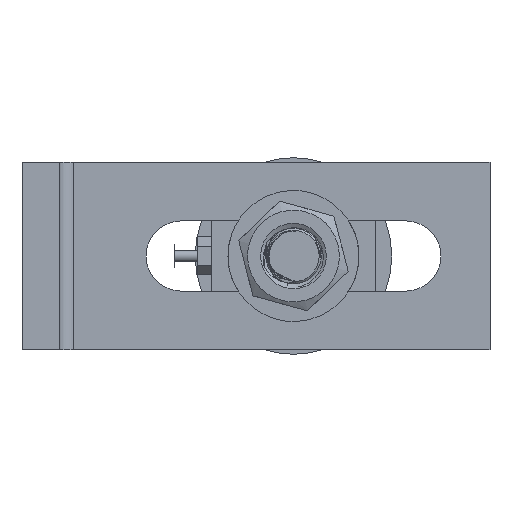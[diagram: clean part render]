
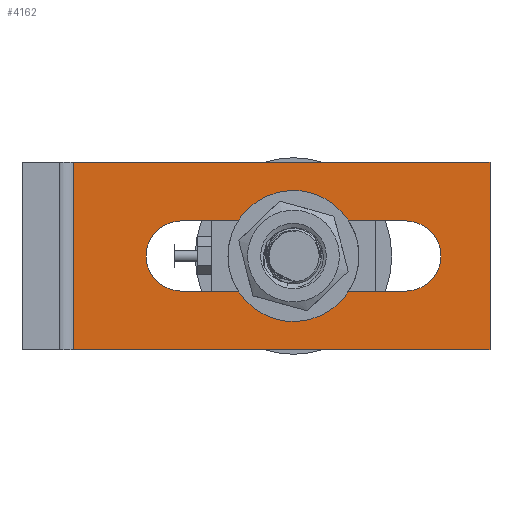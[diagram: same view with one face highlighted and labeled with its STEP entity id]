
A CAD part, front view. The second image highlights one B-rep face of the part: STEP entity #4162.
In plain terms, the highlighted planar face has unit normal (0, -1, 0).
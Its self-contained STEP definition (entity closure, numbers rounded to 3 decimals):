
#387=FACE_BOUND('',#930,.T.);
#471=PLANE('',#4898);
#665=FACE_OUTER_BOUND('',#929,.T.);
#929=EDGE_LOOP('',(#3496,#3497,#3498,#3499));
#930=EDGE_LOOP('',(#3500,#3501,#3502,#3503));
#1214=LINE('',#21412,#1516);
#1218=LINE('',#21424,#1520);
#1225=LINE('',#21444,#1527);
#1233=LINE('',#21463,#1535);
#1234=LINE('',#21466,#1536);
#1235=LINE('',#21467,#1537);
#1516=VECTOR('',#5694,10.);
#1520=VECTOR('',#5706,10.);
#1527=VECTOR('',#5723,10.);
#1535=VECTOR('',#5743,10.);
#1536=VECTOR('',#5746,10.);
#1537=VECTOR('',#5747,10.);
#1710=CIRCLE('',#4885,7.5);
#1712=CIRCLE('',#4889,7.5);
#1992=VERTEX_POINT('',#21409);
#1993=VERTEX_POINT('',#21411);
#1995=VERTEX_POINT('',#21417);
#1997=VERTEX_POINT('',#21423);
#2004=VERTEX_POINT('',#21441);
#2005=VERTEX_POINT('',#21443);
#2010=VERTEX_POINT('',#21461);
#2011=VERTEX_POINT('',#21465);
#2506=EDGE_CURVE('',#1993,#1992,#1214,.T.);
#2509=EDGE_CURVE('',#1995,#1993,#1710,.T.);
#2512=EDGE_CURVE('',#1997,#1995,#1218,.T.);
#2515=EDGE_CURVE('',#1992,#1997,#1712,.T.);
#2522=EDGE_CURVE('',#2005,#2004,#1225,.T.);
#2532=EDGE_CURVE('',#2004,#2010,#1233,.T.);
#2533=EDGE_CURVE('',#2010,#2011,#1234,.T.);
#2534=EDGE_CURVE('',#2005,#2011,#1235,.T.);
#3496=ORIENTED_EDGE('',*,*,#2533,.T.);
#3497=ORIENTED_EDGE('',*,*,#2534,.F.);
#3498=ORIENTED_EDGE('',*,*,#2522,.T.);
#3499=ORIENTED_EDGE('',*,*,#2532,.T.);
#3500=ORIENTED_EDGE('',*,*,#2512,.T.);
#3501=ORIENTED_EDGE('',*,*,#2509,.T.);
#3502=ORIENTED_EDGE('',*,*,#2506,.T.);
#3503=ORIENTED_EDGE('',*,*,#2515,.T.);
#4162=ADVANCED_FACE('',(#665,#387),#471,.T.);
#4885=AXIS2_PLACEMENT_3D('',#21418,#5700,#5701);
#4889=AXIS2_PLACEMENT_3D('',#21428,#5712,#5713);
#4898=AXIS2_PLACEMENT_3D('',#21464,#5744,#5745);
#5694=DIRECTION('',(-1.,0.,0.));
#5700=DIRECTION('center_axis',(0.,1.,0.));
#5701=DIRECTION('ref_axis',(0.,0.,-1.));
#5706=DIRECTION('',(1.,0.,0.));
#5712=DIRECTION('center_axis',(0.,1.,0.));
#5713=DIRECTION('ref_axis',(0.,0.,1.));
#5723=DIRECTION('',(1.,0.,0.));
#5743=DIRECTION('',(0.,0.,1.));
#5744=DIRECTION('center_axis',(0.,-1.,0.));
#5745=DIRECTION('ref_axis',(0.,0.,-1.));
#5746=DIRECTION('',(-1.,0.,0.));
#5747=DIRECTION('',(0.,0.,1.));
#21409=CARTESIAN_POINT('',(34.,55.,-7.5));
#21411=CARTESIAN_POINT('',(82.,55.,-7.5));
#21412=CARTESIAN_POINT('',(67.,55.,-7.5));
#21417=CARTESIAN_POINT('',(82.,55.,7.5));
#21418=CARTESIAN_POINT('Origin',(82.,55.,0.));
#21423=CARTESIAN_POINT('',(34.,55.,7.5));
#21424=CARTESIAN_POINT('',(91.,55.,7.5));
#21428=CARTESIAN_POINT('Origin',(34.,55.,0.));
#21441=CARTESIAN_POINT('',(100.,55.,-20.));
#21443=CARTESIAN_POINT('',(11.,55.,-20.));
#21444=CARTESIAN_POINT('',(11.,55.,-20.));
#21461=CARTESIAN_POINT('',(100.,55.,20.));
#21463=CARTESIAN_POINT('',(100.,55.,0.));
#21464=CARTESIAN_POINT('Origin',(100.,55.,0.));
#21465=CARTESIAN_POINT('',(11.,55.,20.));
#21466=CARTESIAN_POINT('',(11.,55.,20.));
#21467=CARTESIAN_POINT('',(11.,55.,0.));
